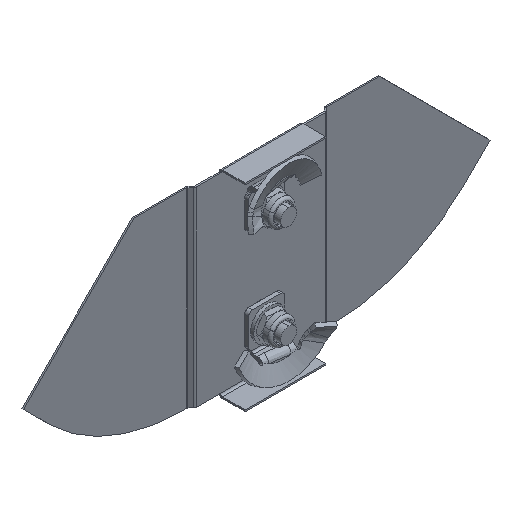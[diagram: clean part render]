
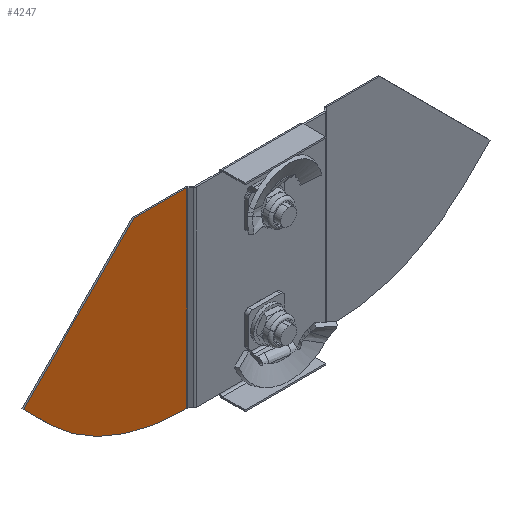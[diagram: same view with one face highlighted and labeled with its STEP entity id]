
A CAD part, isometric view. The second image highlights one B-rep face of the part: STEP entity #4247.
In plain terms, the highlighted planar face has unit normal (0, -1, 0).
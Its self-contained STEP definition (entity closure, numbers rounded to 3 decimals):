
#167 = CIRCLE ( 'NONE', #5289, 94. ) ;
#588 = DIRECTION ( 'NONE',  ( 0.707, 0., 0.707 ) ) ;
#752 = VERTEX_POINT ( 'NONE', #1650 ) ;
#792 = VECTOR ( 'NONE', #4484, 1000. ) ;
#1144 = EDGE_CURVE ( 'NONE', #4086, #5510, #167, .T. ) ;
#1650 = CARTESIAN_POINT ( 'NONE',  ( -34.8, -0.75, 0. ) ) ;
#1657 = DIRECTION ( 'NONE',  ( 0., 1., 0. ) ) ;
#1812 = CARTESIAN_POINT ( 'NONE',  ( -37., -0.75, -95. ) ) ;
#1819 = DIRECTION ( 'NONE',  ( 0., 1., 0. ) ) ;
#1826 = DIRECTION ( 'NONE',  ( 1., 0., 0. ) ) ;
#1854 = CARTESIAN_POINT ( 'NONE',  ( -102.699, -0.75, -68.228 ) ) ;
#2083 = ORIENTED_EDGE ( 'NONE', *, *, #4970, .F. ) ;
#2087 = FACE_OUTER_BOUND ( 'NONE', #4590, .T. ) ;
#2325 = PLANE ( 'NONE',  #4701 ) ;
#2369 = LINE ( 'NONE', #3006, #6885 ) ;
#2432 = ORIENTED_EDGE ( 'NONE', *, *, #4253, .F. ) ;
#2781 = VERTEX_POINT ( 'NONE', #3766 ) ;
#2937 = CARTESIAN_POINT ( 'NONE',  ( -61.2, -0.75, 0. ) ) ;
#2944 = EDGE_CURVE ( 'NONE', #4977, #4086, #5355, .T. ) ;
#3006 = CARTESIAN_POINT ( 'NONE',  ( -102.699, -0.75, -68.228 ) ) ;
#3195 = LINE ( 'NONE', #6082, #7380 ) ;
#3216 = EDGE_CURVE ( 'NONE', #2781, #5339, #3195, .T. ) ;
#3277 = LINE ( 'NONE', #5755, #792 ) ;
#3396 = ORIENTED_EDGE ( 'NONE', *, *, #6018, .T. ) ;
#3766 = CARTESIAN_POINT ( 'NONE',  ( -116.064, -0.75, -54.864 ) ) ;
#4086 = VERTEX_POINT ( 'NONE', #1812 ) ;
#4247 = ADVANCED_FACE ( 'NONE', ( #2087 ), #2325, .F. ) ;
#4253 = EDGE_CURVE ( 'NONE', #5510, #2781, #2369, .T. ) ;
#4484 = DIRECTION ( 'NONE',  ( 0., 0., 1. ) ) ;
#4590 = EDGE_LOOP ( 'NONE', ( #6973, #3396, #2083, #4784, #2432, #6718 ) ) ;
#4694 = CARTESIAN_POINT ( 'NONE',  ( -37., -0.75, -1. ) ) ;
#4701 = AXIS2_PLACEMENT_3D ( 'NONE', #6021, #1819, #5413 ) ;
#4784 = ORIENTED_EDGE ( 'NONE', *, *, #3216, .F. ) ;
#4970 = EDGE_CURVE ( 'NONE', #5339, #752, #6104, .T. ) ;
#4977 = VERTEX_POINT ( 'NONE', #7895 ) ;
#5251 = VECTOR ( 'NONE', #1826, 1000. ) ;
#5289 = AXIS2_PLACEMENT_3D ( 'NONE', #4694, #1657, #5822 ) ;
#5339 = VERTEX_POINT ( 'NONE', #2937 ) ;
#5355 = LINE ( 'NONE', #7756, #6469 ) ;
#5379 = CARTESIAN_POINT ( 'NONE',  ( -61.2, -0.75, 0. ) ) ;
#5413 = DIRECTION ( 'NONE',  ( 0., 0., 1. ) ) ;
#5438 = DIRECTION ( 'NONE',  ( -1., 0., 0. ) ) ;
#5510 = VERTEX_POINT ( 'NONE', #1854 ) ;
#5755 = CARTESIAN_POINT ( 'NONE',  ( -34.8, -0.75, -1. ) ) ;
#5822 = DIRECTION ( 'NONE',  ( 0., 0., 1. ) ) ;
#6018 = EDGE_CURVE ( 'NONE', #4977, #752, #3277, .T. ) ;
#6021 = CARTESIAN_POINT ( 'NONE',  ( -37., -0.75, -1. ) ) ;
#6082 = CARTESIAN_POINT ( 'NONE',  ( -116.064, -0.75, -54.864 ) ) ;
#6098 = DIRECTION ( 'NONE',  ( -0.707, 0., 0.707 ) ) ;
#6104 = LINE ( 'NONE', #5379, #5251 ) ;
#6469 = VECTOR ( 'NONE', #5438, 1000. ) ;
#6718 = ORIENTED_EDGE ( 'NONE', *, *, #1144, .F. ) ;
#6885 = VECTOR ( 'NONE', #6098, 1000. ) ;
#6973 = ORIENTED_EDGE ( 'NONE', *, *, #2944, .F. ) ;
#7380 = VECTOR ( 'NONE', #588, 1000. ) ;
#7756 = CARTESIAN_POINT ( 'NONE',  ( 0., -0.75, -95. ) ) ;
#7895 = CARTESIAN_POINT ( 'NONE',  ( -34.8, -0.75, -95. ) ) ;
